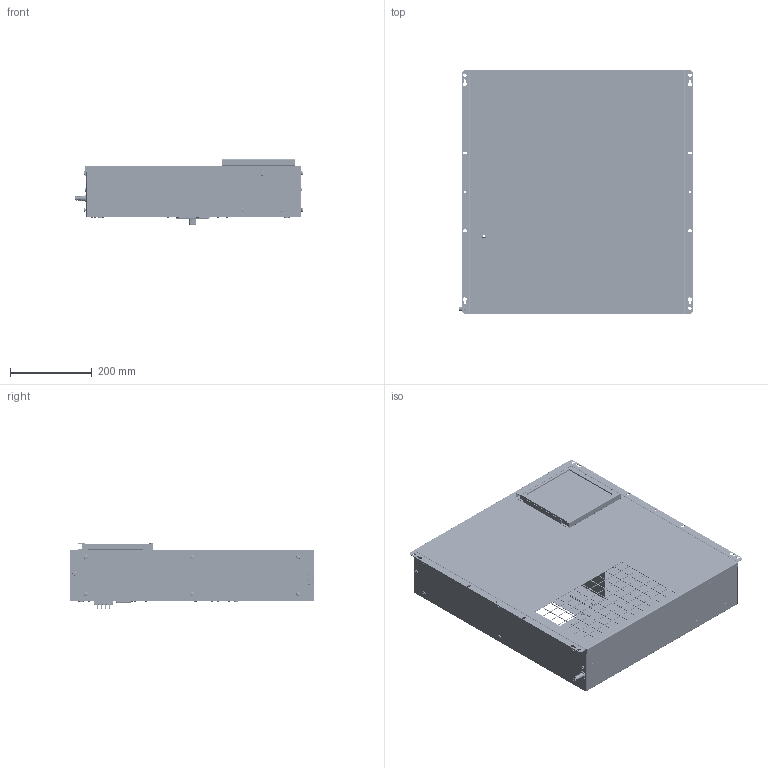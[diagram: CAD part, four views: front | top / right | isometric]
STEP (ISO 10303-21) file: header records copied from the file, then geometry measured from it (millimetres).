
FILE_DESCRIPTION (( 'STEP AP203' ), '1' );
FILE_NAME ('STEPC-KA4C2DSP23L.STEP', '2022-02-15T20:48:05', ( '' ), ( '' ), 'SwSTEP 2.0', 'SolidWorks 2019', '' );
FILE_SCHEMA (( 'CONFIG_CONTROL_DESIGN' ));
Products named in the file (1): STEPC-KA4C2DSP23L
Bounding box: 571.94 x 599.21 x 160.48 mm (x, y, z)
Volume: 1643899.6 mm3; surface area: 2296497 mm2
Topology: 80 solids, 80 shells, 8749 faces, 22990 edges, 14551 vertices
Faces by surface type: cylinder 3158, plane 2822, bspline 1432, cone 1181, torus 140, sphere 16
Entity records: 390919 total; most frequent: CARTESIAN_POINT 196551, ORIENTED_EDGE 45940, DIRECTION 34781, EDGE_CURVE 22970, VERTEX_POINT 14551, AXIS2_PLACEMENT_3D 12322, LINE 10137, VECTOR 10137
